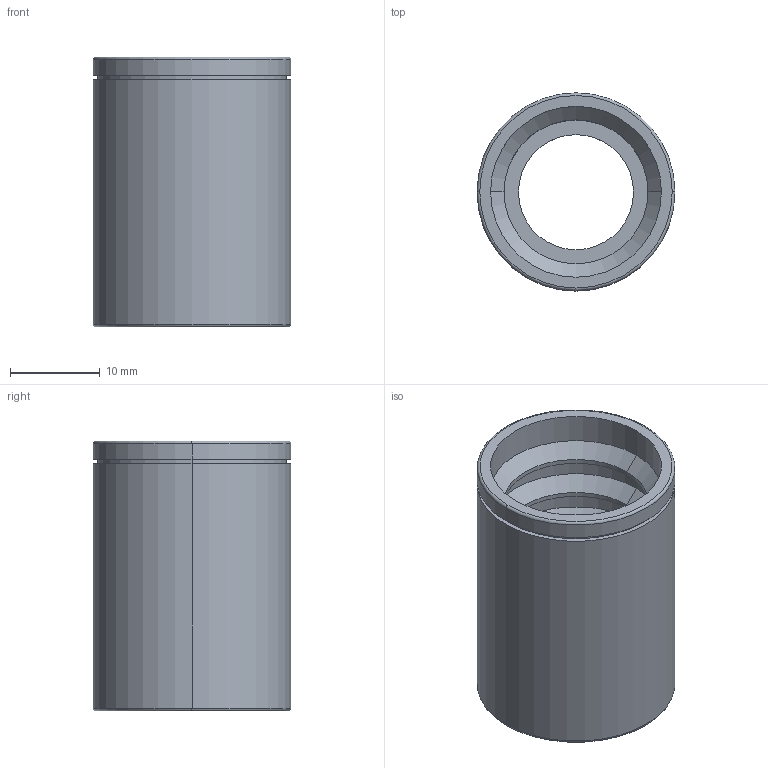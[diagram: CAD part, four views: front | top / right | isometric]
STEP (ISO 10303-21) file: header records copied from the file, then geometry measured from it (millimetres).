
FILE_DESCRIPTION (( 'STEP AP214' ), '1' );
FILE_NAME ('312101.STEP', '2023-08-19T05:14:50', ( 'Windows 蚚誧' ), ( 'Organization' ), 'SwSTEP 2.0', 'SolidWorks 2022', '' );
FILE_SCHEMA (( 'AUTOMOTIVE_DESIGN' ));
Length unit declared in the file: millimetre
Products named in the file (1): 312101
Bounding box: 22 x 22 x 30 mm (x, y, z)
Volume: 3808.9 mm3; surface area: 4813.2 mm2
Topology: 1 solids, 1 shells, 66 faces, 132 edges, 76 vertices
Faces by surface type: cylinder 30, torus 16, cone 10, plane 10
Entity records: 1758 total; most frequent: DIRECTION 358, CARTESIAN_POINT 275, ORIENTED_EDGE 264, AXIS2_PLACEMENT_3D 159, EDGE_CURVE 132, CIRCLE 92, VERTEX_POINT 76, EDGE_LOOP 76
